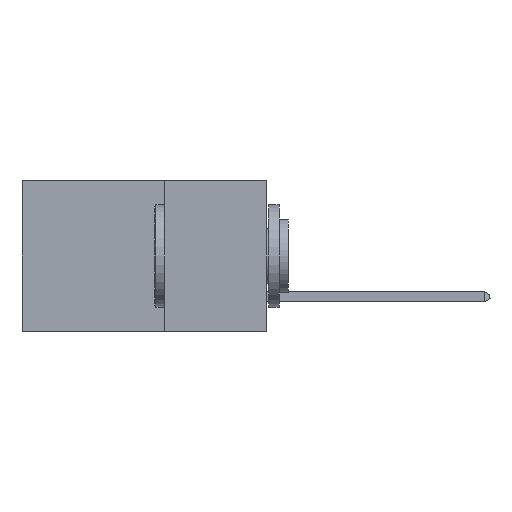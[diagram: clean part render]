
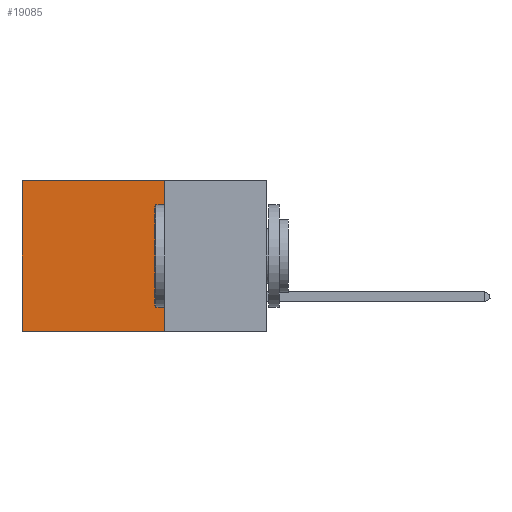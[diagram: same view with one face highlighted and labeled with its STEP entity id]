
A CAD part, left-side view. The second image highlights one B-rep face of the part: STEP entity #19085.
In plain terms, the highlighted planar face has unit normal (-1, 0, 0).
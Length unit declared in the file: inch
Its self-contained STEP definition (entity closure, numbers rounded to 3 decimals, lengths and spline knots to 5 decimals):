
#747 = CARTESIAN_POINT ( 'NONE',  ( 0.2875, 0.25, 0. ) ) ;
#1627 = CARTESIAN_POINT ( 'NONE',  ( 0.2875, 0.6, 0. ) ) ;
#2922 = CARTESIAN_POINT ( 'NONE',  ( 0.2875, 0.6, 0. ) ) ;
#4372 = CARTESIAN_POINT ( 'NONE',  ( 0.2875, 0.6, -0.37 ) ) ;
#5361 = DIRECTION ( 'NONE',  ( 0., 0., -1. ) ) ;
#6629 = ORIENTED_EDGE ( 'NONE', *, *, #33616, .F. ) ;
#6951 = DIRECTION ( 'NONE',  ( 0., 0., -1. ) ) ;
#11734 = VECTOR ( 'NONE', #39416, 39.37008 ) ;
#12437 = LINE ( 'NONE', #747, #31155 ) ;
#16888 = EDGE_CURVE ( 'NONE', #37964, #32523, #17661, .T. ) ;
#17052 = ORIENTED_EDGE ( 'NONE', *, *, #16888, .F. ) ;
#17661 = LINE ( 'NONE', #23941, #11734 ) ;
#18154 = FACE_OUTER_BOUND ( 'NONE', #42897, .T. ) ;
#19085 = ADVANCED_FACE ( 'NONE', ( #18154 ), #43511, .F. ) ;
#20567 = DIRECTION ( 'NONE',  ( 0., 1., 0. ) ) ;
#20938 = CARTESIAN_POINT ( 'NONE',  ( 0.2875, 0.25, 0. ) ) ;
#23941 = CARTESIAN_POINT ( 'NONE',  ( 0.2875, 0.25, -0.37 ) ) ;
#24000 = AXIS2_PLACEMENT_3D ( 'NONE', #20938, #47337, #5361 ) ;
#26140 = VERTEX_POINT ( 'NONE', #1627 ) ;
#29683 = VECTOR ( 'NONE', #6951, 39.37008 ) ;
#30563 = ORIENTED_EDGE ( 'NONE', *, *, #37198, .T. ) ;
#31155 = VECTOR ( 'NONE', #20567, 39.37008 ) ;
#32523 = VERTEX_POINT ( 'NONE', #4372 ) ;
#33234 = LINE ( 'NONE', #2922, #29683 ) ;
#33616 = EDGE_CURVE ( 'NONE', #37145, #37964, #41479, .T. ) ;
#35390 = VECTOR ( 'NONE', #48795, 39.37008 ) ;
#35730 = CARTESIAN_POINT ( 'NONE',  ( 0.2875, 0.25, 0. ) ) ;
#35935 = CARTESIAN_POINT ( 'NONE',  ( 0.2875, 0.25, -0.37 ) ) ;
#37145 = VERTEX_POINT ( 'NONE', #35730 ) ;
#37198 = EDGE_CURVE ( 'NONE', #37145, #26140, #12437, .T. ) ;
#37964 = VERTEX_POINT ( 'NONE', #35935 ) ;
#38013 = ORIENTED_EDGE ( 'NONE', *, *, #39832, .T. ) ;
#39416 = DIRECTION ( 'NONE',  ( 0., 1., 0. ) ) ;
#39832 = EDGE_CURVE ( 'NONE', #26140, #32523, #33234, .T. ) ;
#41479 = LINE ( 'NONE', #48071, #35390 ) ;
#42897 = EDGE_LOOP ( 'NONE', ( #38013, #17052, #6629, #30563 ) ) ;
#43511 = PLANE ( 'NONE',  #24000 ) ;
#47337 = DIRECTION ( 'NONE',  ( 1., 0., 0. ) ) ;
#48071 = CARTESIAN_POINT ( 'NONE',  ( 0.2875, 0.25, 0. ) ) ;
#48795 = DIRECTION ( 'NONE',  ( 0., 0., -1. ) ) ;
